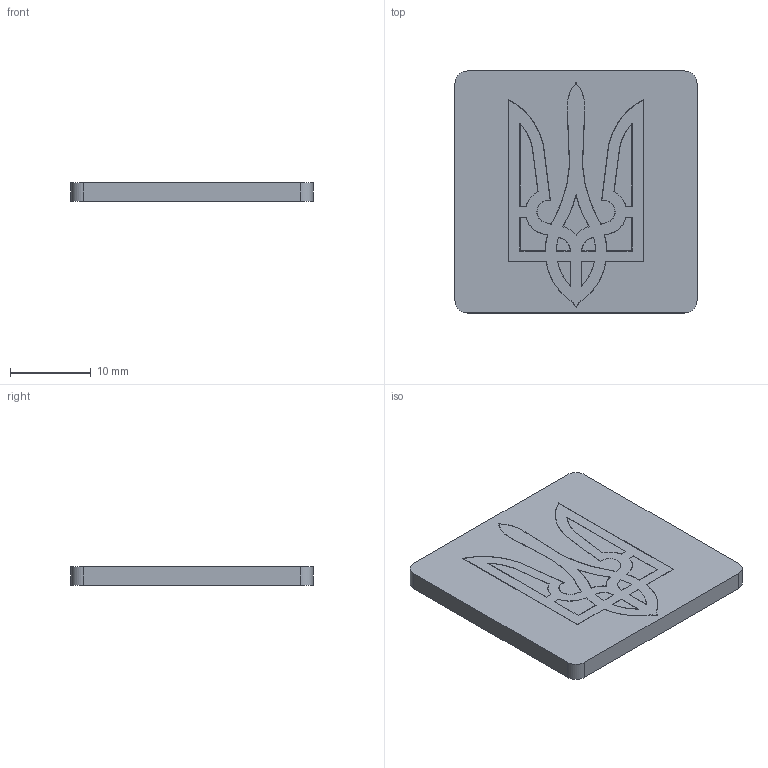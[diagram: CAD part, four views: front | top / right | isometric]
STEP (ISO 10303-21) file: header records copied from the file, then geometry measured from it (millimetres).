
FILE_DESCRIPTION(/* description */ (''),/* implementation_level */ '2;1');
FILE_NAME(/* name */ 'Face Plate Ukraine_1.stp',/* time_stamp */ '2025-04-16T02:59:31-04:00',/* author */ ('Ryan'),/* organization */ (''),/* preprocessor_version */ 'ST-DEVELOPER v20',/* originating_system */ 'Autodesk Inventor 2024',/* authorisation */ '');
FILE_SCHEMA (('AUTOMOTIVE_DESIGN { 1 0 10303 214 3 1 1 }'));
Length unit declared in the file: inch
Products named in the file (1): Face Plate Ukraine_1
Bounding box: 30 x 30 x 2.29 mm (x, y, z)
Volume: 2014.4 mm3; surface area: 2482.1 mm2
Topology: 1 solids, 1 shells, 174 faces, 444 edges, 296 vertices
Faces by surface type: plane 90, cylinder 80, cone 4
Full cylindrical faces by diameter (mm): 3.175 x4
Entity records: 5361 total; most frequent: DIRECTION 962, CARTESIAN_POINT 915, ORIENTED_EDGE 888, EDGE_CURVE 444, AXIS2_PLACEMENT_3D 343, VERTEX_POINT 296, LINE 276, VECTOR 276
